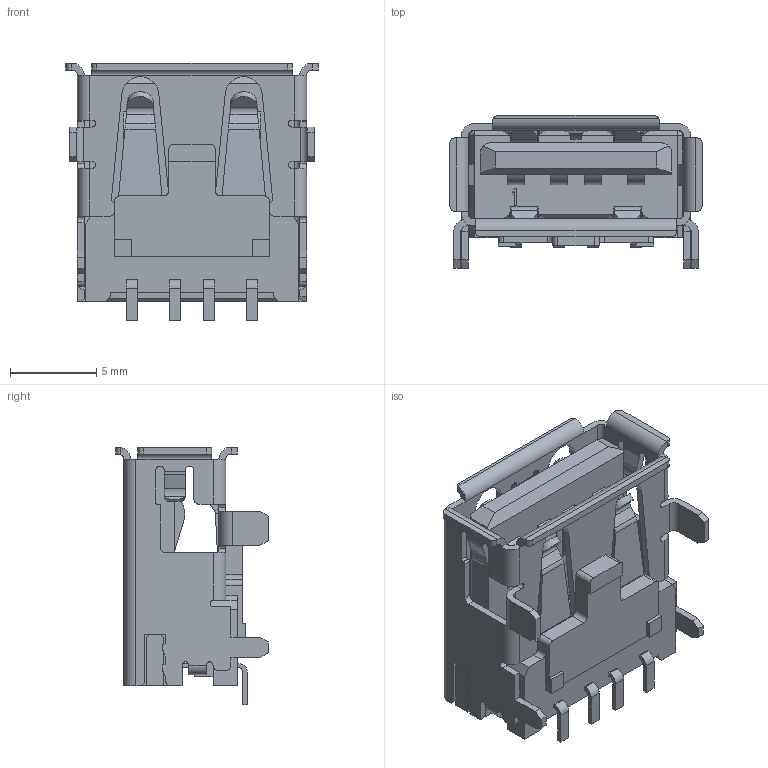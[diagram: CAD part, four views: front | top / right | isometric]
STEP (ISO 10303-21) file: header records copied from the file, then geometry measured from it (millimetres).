
FILE_DESCRIPTION(('STEP AP242'),'1');
FILE_NAME('1932638-3.stp','2022-08-18T09:14:38',('TraceParts'),('TraceParts S.A.'),'Spatial InterOp 3D',' ',' ');
FILE_SCHEMA(('AP242_MANAGED_MODEL_BASED_3D_ENGINEERING_MIM_LF {1 0 10303 442 1 1 4}'));
Length unit declared in the file: millimetre
Products named in the file (1): 1932638-3
Bounding box: 14.63 x 8.86 x 14.94 mm (x, y, z)
Volume: 653.6 mm3; surface area: 1473.2 mm2
Topology: 1 solids, 1 shells, 585 faces, 1617 edges, 1020 vertices
Faces by surface type: plane 356, cylinder 194, bspline 31, cone 4
Entity records: 21561 total; most frequent: CARTESIAN_POINT 6604, ORIENTED_EDGE 3230, DIRECTION 2977, EDGE_CURVE 1615, LINE 1203, VECTOR 1203, VERTEX_POINT 1020, AXIS2_PLACEMENT_3D 887
